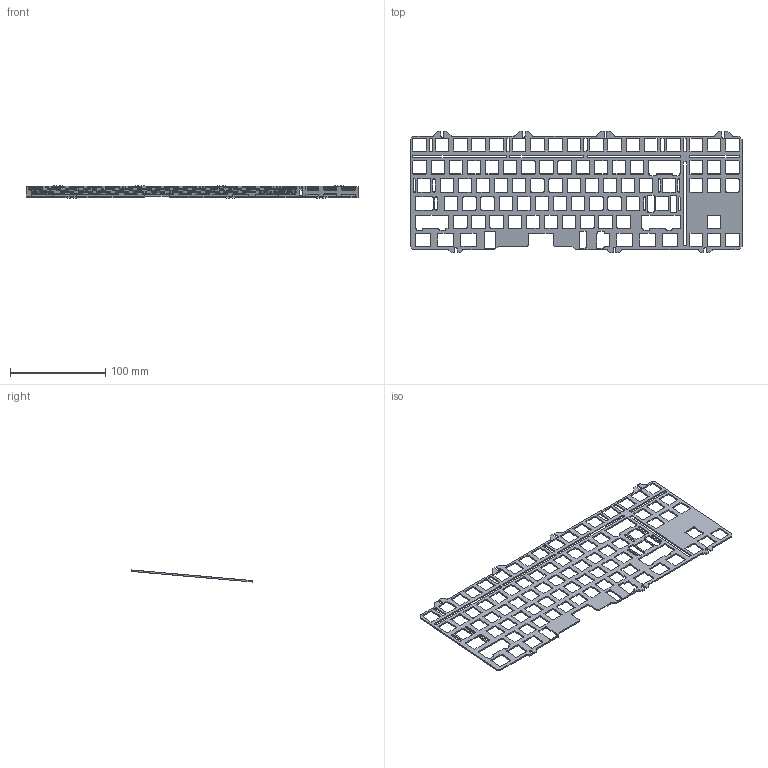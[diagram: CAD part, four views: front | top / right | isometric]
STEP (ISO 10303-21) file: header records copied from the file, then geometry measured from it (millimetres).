
FILE_DESCRIPTION(/* description */ (''),/* implementation_level */ '2;1');
FILE_NAME(/* name */ 'jane ansi plate.step',/* time_stamp */ '2022-05-22T23:43:46+04:00',/* author */ (''),/* organization */ (''),/* preprocessor_version */ 'ST-DEVELOPER v18.1',/* originating_system */ 'Autodesk Translation Framework v10.14.0.1471',/* authorisation */ '');
FILE_SCHEMA (('AUTOMOTIVE_DESIGN { 1 0 10303 214 3 1 1 }'));
Length unit declared in the file: millimetre
Products named in the file (1): Safa588
Bounding box: 348.66 x 127.61 x 12.65 mm (x, y, z)
Volume: 30846.5 mm3; surface area: 52368.4 mm2
Topology: 1 solids, 1 shells, 1065 faces, 3189 edges, 2126 vertices
Faces by surface type: plane 561, cylinder 504
Entity records: 36614 total; most frequent: CARTESIAN_POINT 6381, ORIENTED_EDGE 6378, DIRECTION 6329, EDGE_CURVE 3189, LINE 2181, VECTOR 2181, VERTEX_POINT 2126, AXIS2_PLACEMENT_3D 2074
